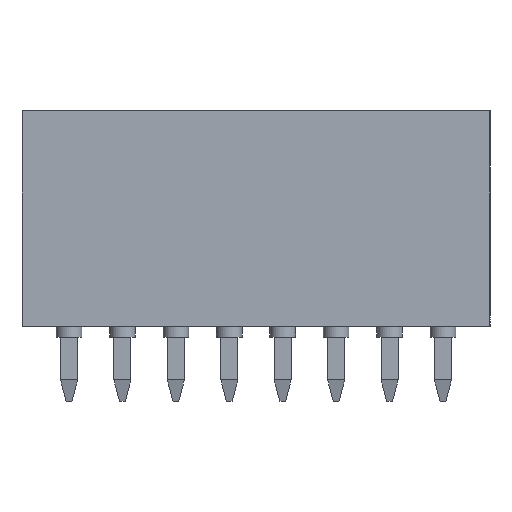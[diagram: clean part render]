
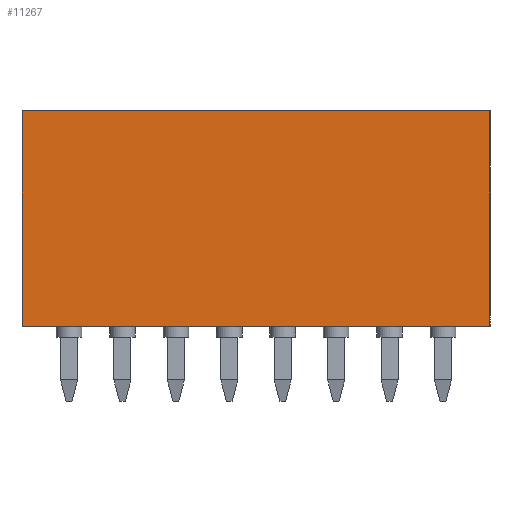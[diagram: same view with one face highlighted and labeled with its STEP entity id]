
A CAD part, front view. The second image highlights one B-rep face of the part: STEP entity #11267.
In plain terms, the highlighted planar face has unit normal (0, -1, 0).
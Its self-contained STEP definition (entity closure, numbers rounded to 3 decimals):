
#6442=CARTESIAN_POINT('',(10.95,-3.9,10.1));
#6443=VERTEX_POINT('',#6442);
#6444=CARTESIAN_POINT('',(-10.95,-3.9,10.1));
#6445=VERTEX_POINT('',#6444);
#6446=CARTESIAN_POINT('',(10.95,-3.9,10.1));
#6447=DIRECTION('',(-1.0,0.0,0.0));
#6448=VECTOR('',#6447,21.9);
#6449=LINE('',#6446,#6448);
#6450=EDGE_CURVE('',#6443,#6445,#6449,.T.);
#10718=CARTESIAN_POINT('',(-10.95,-3.9,0.));
#10719=VERTEX_POINT('',#10718);
#10720=CARTESIAN_POINT('',(-10.95,-3.9,0.));
#10721=DIRECTION('',(0.0,0.0,1.0));
#10722=VECTOR('',#10721,10.1);
#10723=LINE('',#10720,#10722);
#10724=EDGE_CURVE('',#10719,#6445,#10723,.T.);
#11244=CARTESIAN_POINT('',(-12.045,-3.9,-0.505));
#11245=DIRECTION('',(0.0,-1.0,0.0));
#11246=DIRECTION('',(1.0,0.0,0.0));
#11247=AXIS2_PLACEMENT_3D('',#11244,#11245,#11246);
#11248=PLANE('',#11247);
#11249=ORIENTED_EDGE('',*,*,#6450,.T.);
#11250=ORIENTED_EDGE('',*,*,#10724,.F.);
#11251=CARTESIAN_POINT('',(10.95,-3.9,0.));
#11252=VERTEX_POINT('',#11251);
#11253=CARTESIAN_POINT('',(-10.95,-3.9,0.));
#11254=DIRECTION('',(1.0,0.0,0.0));
#11255=VECTOR('',#11254,21.9);
#11256=LINE('',#11253,#11255);
#11257=EDGE_CURVE('',#10719,#11252,#11256,.T.);
#11258=ORIENTED_EDGE('',*,*,#11257,.T.);
#11259=CARTESIAN_POINT('',(10.95,-3.9,10.1));
#11260=DIRECTION('',(0.0,0.0,-1.0));
#11261=VECTOR('',#11260,10.1);
#11262=LINE('',#11259,#11261);
#11263=EDGE_CURVE('',#6443,#11252,#11262,.T.);
#11264=ORIENTED_EDGE('',*,*,#11263,.F.);
#11265=EDGE_LOOP('',(#11249,#11250,#11258,#11264));
#11266=FACE_OUTER_BOUND('',#11265,.T.);
#11267=ADVANCED_FACE('',(#11266),#11248,.T.);
